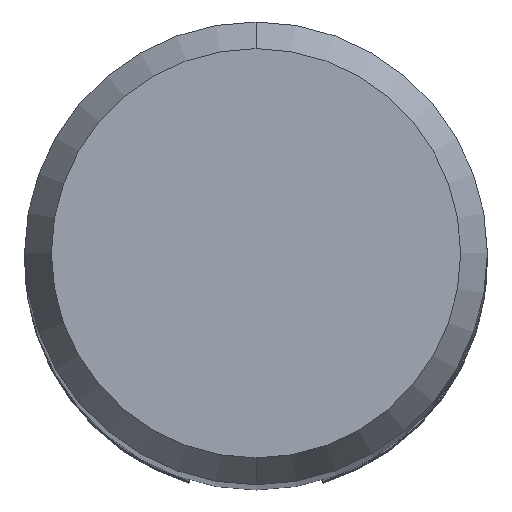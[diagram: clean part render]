
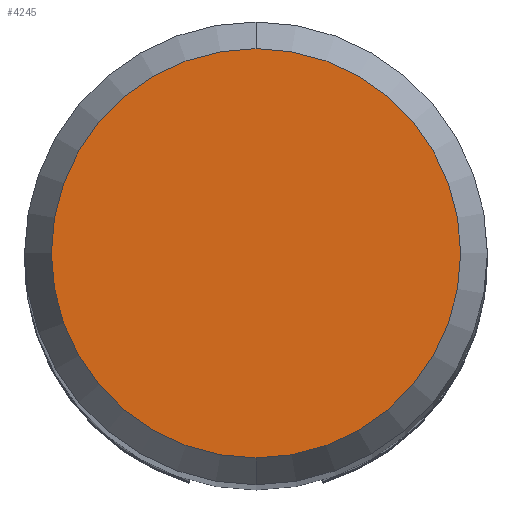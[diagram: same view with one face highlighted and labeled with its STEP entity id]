
A CAD part, top view. The second image highlights one B-rep face of the part: STEP entity #4245.
In plain terms, the highlighted planar face has unit normal (0, 0, 1).
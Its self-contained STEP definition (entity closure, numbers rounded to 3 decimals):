
#3811=EDGE_CURVE('',#4611,#4583,#8323,.T.);
#4245=ADVANCED_FACE('',(#8802),#8803,.T.);
#4583=VERTEX_POINT('',#9171);
#4611=VERTEX_POINT('',#9200);
#6025=EDGE_CURVE('',#4583,#4611,#10761,.T.);
#8323=CIRCLE('',#14406,3.538);
#8802=FACE_OUTER_BOUND('',#15220,.T.);
#8803=PLANE('',#15221);
#9171=CARTESIAN_POINT('',(0.,-3.538,0.0));
#9200=CARTESIAN_POINT('',(0.0,3.538,0.0));
#10761=CIRCLE('',#18679,3.538);
#14406=AXIS2_PLACEMENT_3D('',#21510,#21511,#21512);
#15220=EDGE_LOOP('',(#22054,#22055));
#15221=AXIS2_PLACEMENT_3D('',#22056,#22057,#22058);
#18679=AXIS2_PLACEMENT_3D('',#24670,#24671,#24672);
#21510=CARTESIAN_POINT('',(0.0,0.0,0.0));
#21511=DIRECTION('',(0.0,0.0,-1.0));
#21512=DIRECTION('',(0.0,1.0,0.0));
#22054=ORIENTED_EDGE('',*,*,#3811,.F.);
#22055=ORIENTED_EDGE('',*,*,#6025,.F.);
#22056=CARTESIAN_POINT('',(0.0,1.769,0.0));
#22057=DIRECTION('',(-0.0,0.0,1.0));
#22058=DIRECTION('',(0.0,-1.0,0.0));
#24670=CARTESIAN_POINT('',(0.0,0.0,0.0));
#24671=DIRECTION('',(0.0,0.0,-1.0));
#24672=DIRECTION('',(0.0,1.0,0.0));
